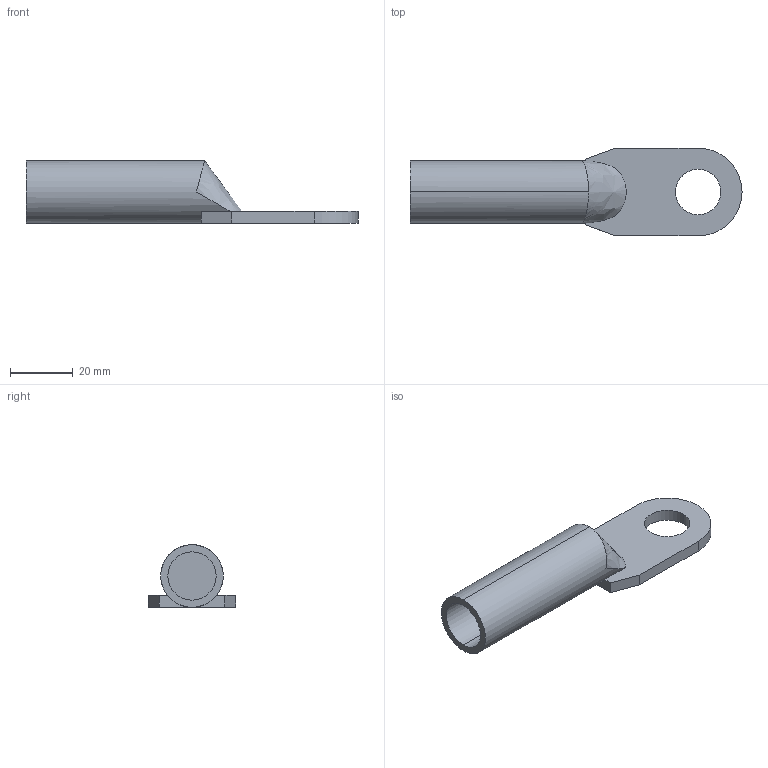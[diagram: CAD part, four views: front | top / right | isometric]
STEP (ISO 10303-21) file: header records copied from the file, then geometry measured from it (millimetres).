
FILE_DESCRIPTION (( 'STEP AP203' ), '1' );
FILE_NAME ('dl-120-14-14 侲膰翴籦鴀 DL-120-14-14 (甡).STEP', '2017-02-07T17:15:05', ( 'kuryshev' ), ( '' ), 'SwSTEP 2.0', 'SolidWorks 2010', '' );
FILE_SCHEMA (( 'CONFIG_CONTROL_DESIGN' ));
Length unit declared in the file: millimetre
Products named in the file (1): dl-120-14-14 侲膰翴籦鴀 DL-120-14-14 (甡)
Bounding box: 106 x 28 x 20 mm (x, y, z)
Volume: 14691.1 mm3; surface area: 9279.1 mm2
Topology: 1 solids, 1 shells, 18 faces, 45 edges, 30 vertices
Faces by surface type: plane 10, cylinder 7, bspline 1
Entity records: 688 total; most frequent: CARTESIAN_POINT 169, DIRECTION 92, ORIENTED_EDGE 90, EDGE_CURVE 45, AXIS2_PLACEMENT_3D 33, VERTEX_POINT 30, VECTOR 26, LINE 26
